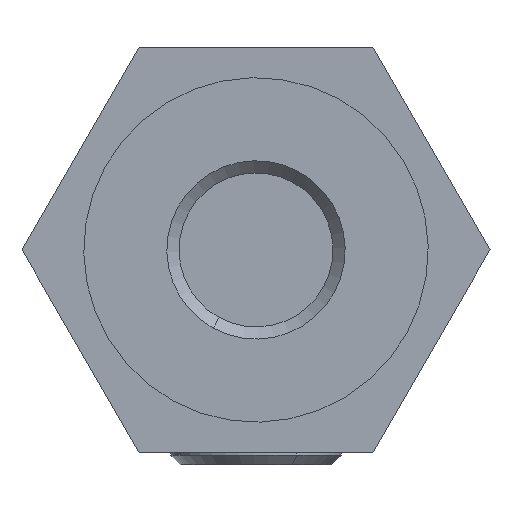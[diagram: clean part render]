
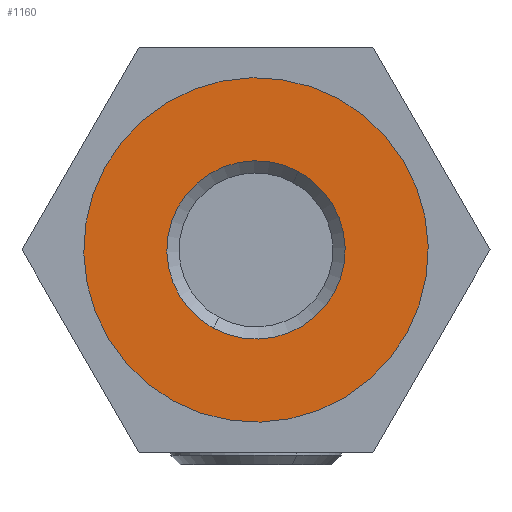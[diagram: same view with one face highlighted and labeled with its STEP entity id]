
A CAD part, front view. The second image highlights one B-rep face of the part: STEP entity #1160.
In plain terms, the highlighted planar face has unit normal (0, 1, 0).
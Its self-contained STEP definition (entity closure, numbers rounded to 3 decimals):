
#1119=CARTESIAN_POINT('Axis2P3D Location',(-193.649,1.5,-878.95)) ;
#1124=CARTESIAN_POINT('Axis2P3D Location',(-193.649,1.5,-900.2)) ;
#1128=CARTESIAN_POINT('Vertex',(-203.837,1.5,-918.849)) ;
#1130=CARTESIAN_POINT('Vertex',(-183.461,1.5,-881.551)) ;
#1133=CARTESIAN_POINT('Axis2P3D Location',(-193.649,1.5,-900.2)) ;
#1142=CARTESIAN_POINT('Axis2P3D Location',(-193.649,1.5,-900.2)) ;
#1146=CARTESIAN_POINT('Vertex',(-188.375,1.5,-890.547)) ;
#1148=CARTESIAN_POINT('Vertex',(-198.923,1.5,-909.853)) ;
#1151=CARTESIAN_POINT('Axis2P3D Location',(-193.649,1.5,-900.2)) ;
#1120=DIRECTION('Axis2P3D Direction',(-0.,1.,0.)) ;
#1121=DIRECTION('Axis2P3D XDirection',(1.,0.,0.)) ;
#1125=DIRECTION('Axis2P3D Direction',(-0.,1.,0.)) ;
#1134=DIRECTION('Axis2P3D Direction',(-0.,1.,0.)) ;
#1143=DIRECTION('Axis2P3D Direction',(-0.,1.,0.)) ;
#1152=DIRECTION('Axis2P3D Direction',(-0.,1.,0.)) ;
#1122=AXIS2_PLACEMENT_3D('Plane Axis2P3D',#1119,#1120,#1121) ;
#1126=AXIS2_PLACEMENT_3D('Circle Axis2P3D',#1124,#1125,$) ;
#1135=AXIS2_PLACEMENT_3D('Circle Axis2P3D',#1133,#1134,$) ;
#1144=AXIS2_PLACEMENT_3D('Circle Axis2P3D',#1142,#1143,$) ;
#1153=AXIS2_PLACEMENT_3D('Circle Axis2P3D',#1151,#1152,$) ;
#1127=CIRCLE('generated circle',#1126,21.25) ;
#1136=CIRCLE('generated circle',#1135,21.25) ;
#1145=CIRCLE('generated circle',#1144,11.) ;
#1154=CIRCLE('generated circle',#1153,11.) ;
#1123=PLANE('',#1122) ;
#1159=FACE_BOUND('',#1156,.T.) ;
#1132=EDGE_CURVE('',#1129,#1131,#1127,.T.) ;
#1137=EDGE_CURVE('',#1131,#1129,#1136,.T.) ;
#1150=EDGE_CURVE('',#1147,#1149,#1145,.F.) ;
#1155=EDGE_CURVE('',#1149,#1147,#1154,.F.) ;
#1139=ORIENTED_EDGE('',*,*,#1132,.T.) ;
#1140=ORIENTED_EDGE('',*,*,#1137,.T.) ;
#1157=ORIENTED_EDGE('',*,*,#1150,.T.) ;
#1158=ORIENTED_EDGE('',*,*,#1155,.T.) ;
#1138=EDGE_LOOP('',(#1139,#1140)) ;
#1156=EDGE_LOOP('',(#1157,#1158)) ;
#1129=VERTEX_POINT('',#1128) ;
#1131=VERTEX_POINT('',#1130) ;
#1147=VERTEX_POINT('',#1146) ;
#1149=VERTEX_POINT('',#1148) ;
#1160=ADVANCED_FACE('Superficie.33',(#1141,#1159),#1123,.T.) ;
#1141=FACE_OUTER_BOUND('',#1138,.T.) ;
